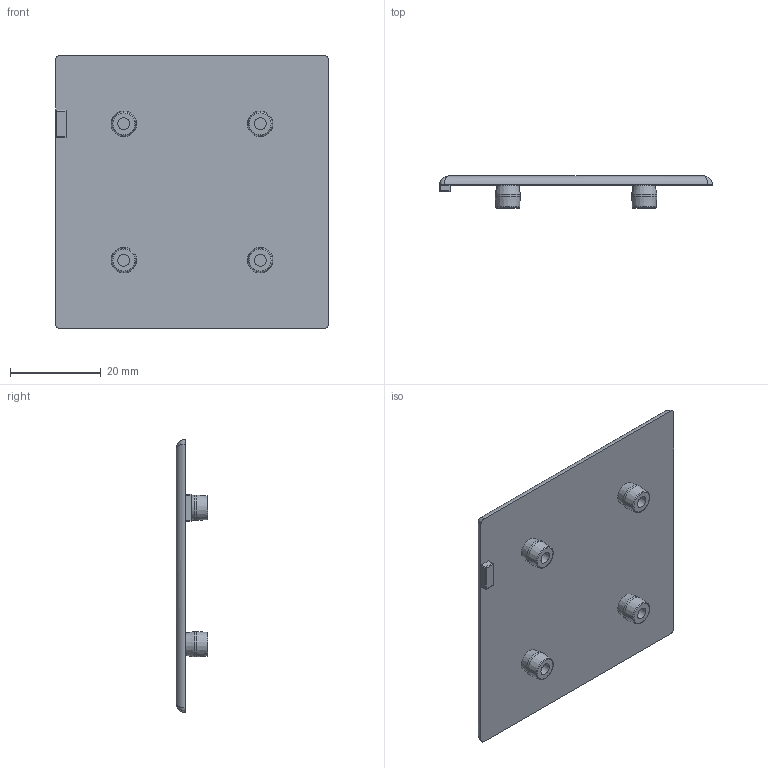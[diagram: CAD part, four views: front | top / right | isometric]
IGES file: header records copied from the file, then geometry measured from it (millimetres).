
Global section: file name: 226060.stp.ipt; native system: Autodesk Inventor 2014; preprocessor: unknown; author: zeman; date: 20151016.101608; units: millimetre
Bounding box: 60 x 7 x 60 mm (x, y, z)
Volume: 7361.6 mm3; surface area: 7997.6 mm2
Topology: 1 solids, 1 shells, 55 faces, 121 edges, 68 vertices
Faces by surface type: cylinder 16, plane 15, revolution 8, cone 8, sphere 4, bspline 4
Full cylindrical faces by diameter (mm): 5.6 x4
